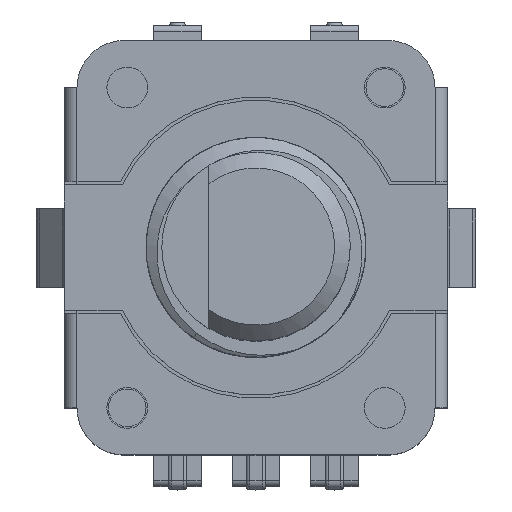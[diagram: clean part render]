
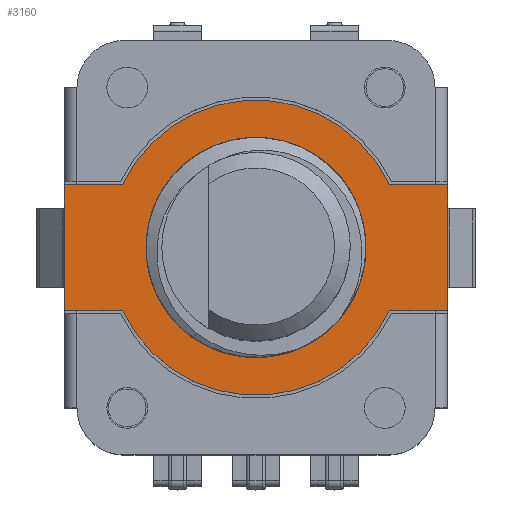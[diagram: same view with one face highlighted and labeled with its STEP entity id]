
A CAD part, top view. The second image highlights one B-rep face of the part: STEP entity #3160.
In plain terms, the highlighted planar face has unit normal (0, 0, 1).
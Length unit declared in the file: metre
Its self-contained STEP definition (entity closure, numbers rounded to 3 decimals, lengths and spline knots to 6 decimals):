
#1946 = EDGE_CURVE( '', #5368, #4909, #5369, .T. );
#2464 = EDGE_CURVE( '', #6214, #5368, #6215, .T. );
#2596 = EDGE_CURVE( '', #6411, #6412, #6413, .T. );
#2712 = EDGE_CURVE( '', #6588, #6589, #6590, .T. );
#3008 = EDGE_CURVE( '', #6412, #6214, #7006, .T. );
#3160 = ADVANCED_FACE( '', ( #7202, #7203 ), #7204, .T. );
#3656 = EDGE_CURVE( '', #5640, #6055, #7832, .T. );
#3700 = EDGE_CURVE( '', #6386, #6411, #7885, .T. );
#3868 = EDGE_CURVE( '', #6589, #6386, #8085, .T. );
#4282 = EDGE_CURVE( '', #5640, #6055, #8591, .T. );
#4680 = EDGE_CURVE( '', #4909, #6588, #9047, .T. );
#4909 = VERTEX_POINT( '', #9356 );
#5368 = VERTEX_POINT( '', #10037 );
#5369 = LINE( '', #10038, #10039 );
#5640 = VERTEX_POINT( '', #10460 );
#6055 = VERTEX_POINT( '', #11591 );
#6214 = VERTEX_POINT( '', #11878 );
#6215 = CIRCLE( '', #11879, 0.0047 );
#6386 = VERTEX_POINT( '', #12153 );
#6411 = VERTEX_POINT( '', #12217 );
#6412 = VERTEX_POINT( '', #12218 );
#6413 = LINE( '', #12219, #12220 );
#6588 = VERTEX_POINT( '', #12790 );
#6589 = VERTEX_POINT( '', #12791 );
#6590 = LINE( '', #12792, #12793 );
#7006 = LINE( '', #13553, #13554 );
#7202 = FACE_OUTER_BOUND( '', #13897, .T. );
#7203 = FACE_BOUND( '', #13898, .T. );
#7204 = PLANE( '', #13899 );
#7832 = B_SPLINE_CURVE_WITH_KNOTS( '', 2, ( #15134, #15135, #15136, #15137, #15138, #15139, #15140, #15141, #15142, #15143, #15144, #15145, #15146, #15147, #15148, #15149, #15150, #15151, #15152, #15153, #15154, #15155, #15156, #15157, #15158, #15159, #15160, #15161, #15162, #15163, #15164, #15165, #15166 ), .UNSPECIFIED., .F., .F., ( 3, 2, 2, 2, 2, 2, 2, 2, 2, 2, 2, 2, 2, 2, 2, 2, 3 ), ( 0., 0.0625, 0.125, 0.1875, 0.25, 0.3125, 0.375, 0.4375, 0.5, 0.5625, 0.625, 0.6875, 0.75, 0.8125, 0.875, 0.9375, 1. ), .UNSPECIFIED. );
#7885 = LINE( '', #15359, #15360 );
#8085 = CIRCLE( '', #15717, 0.0047 );
#8591 = CIRCLE( '', #17164, 0.0035 );
#9047 = LINE( '', #18157, #18158 );
#9356 = CARTESIAN_POINT( '', ( -0.0061, -0.001996, 0.006615 ) );
#10037 = CARTESIAN_POINT( '', ( -0.004253, -0.001996, 0.006615 ) );
#10038 = CARTESIAN_POINT( '', ( -0.004253, -0.001996, 0.006615 ) );
#10039 = VECTOR( '', #18821, 1. );
#10460 = CARTESIAN_POINT( '', ( 0.003398, 0.000842, 0.006615 ) );
#11591 = CARTESIAN_POINT( '', ( 0.002619, 0.002325, 0.006615 ) );
#11878 = CARTESIAN_POINT( '', ( 0.004253, -0.001996, 0.006615 ) );
#11879 = AXIS2_PLACEMENT_3D( '', #19693, #19694, #19695 );
#12153 = CARTESIAN_POINT( '', ( 0.004253, 0.002004, 0.006615 ) );
#12217 = CARTESIAN_POINT( '', ( 0.0061, 0.002004, 0.006615 ) );
#12218 = CARTESIAN_POINT( '', ( 0.0061, -0.001996, 0.006615 ) );
#12219 = CARTESIAN_POINT( '', ( 0.0061, 0.002004, 0.006615 ) );
#12220 = VECTOR( '', #19945, 1. );
#12790 = CARTESIAN_POINT( '', ( -0.0061, 0.002004, 0.006615 ) );
#12791 = CARTESIAN_POINT( '', ( -0.004253, 0.002004, 0.006615 ) );
#12792 = CARTESIAN_POINT( '', ( -0.0061, 0.002004, 0.006615 ) );
#12793 = VECTOR( '', #20165, 1. );
#13553 = CARTESIAN_POINT( '', ( 0.0061, -0.001996, 0.006615 ) );
#13554 = VECTOR( '', #20597, 1. );
#13897 = EDGE_LOOP( '', ( #20832, #20833, #20834, #20835, #20836, #20837, #20838, #20839 ) );
#13898 = EDGE_LOOP( '', ( #20840, #20841 ) );
#13899 = AXIS2_PLACEMENT_3D( '', #20842, #20843, #20844 );
#15134 = CARTESIAN_POINT( '', ( 0.003398, 0.000842, 0.006615 ) );
#15135 = CARTESIAN_POINT( '', ( 0.003549, 0.000222, 0.006615 ) );
#15136 = CARTESIAN_POINT( '', ( 0.003472, -0.000418, 0.006615 ) );
#15137 = CARTESIAN_POINT( '', ( 0.003395, -0.001061, 0.006615 ) );
#15138 = CARTESIAN_POINT( '', ( 0.003099, -0.001621, 0.006615 ) );
#15139 = CARTESIAN_POINT( '', ( 0.002801, -0.002183, 0.006615 ) );
#15140 = CARTESIAN_POINT( '', ( 0.002318, -0.002613, 0.006615 ) );
#15141 = CARTESIAN_POINT( '', ( 0.001833, -0.003045, 0.006615 ) );
#15142 = CARTESIAN_POINT( '', ( 0.001241, -0.003268, 0.006615 ) );
#15143 = CARTESIAN_POINT( '', ( 0.000648, -0.003492, 0.006615 ) );
#15144 = CARTESIAN_POINT( '', ( 0., -0.003492, 0.006615 ) );
#15145 = CARTESIAN_POINT( '', ( -0.00065, -0.003493, 0.006615 ) );
#15146 = CARTESIAN_POINT( '', ( -0.001241, -0.003268, 0.006615 ) );
#15147 = CARTESIAN_POINT( '', ( -0.001833, -0.003043, 0.006615 ) );
#15148 = CARTESIAN_POINT( '', ( -0.002319, -0.002613, 0.006615 ) );
#15149 = CARTESIAN_POINT( '', ( -0.002805, -0.002183, 0.006615 ) );
#15150 = CARTESIAN_POINT( '', ( -0.003099, -0.001622, 0.006615 ) );
#15151 = CARTESIAN_POINT( '', ( -0.003393, -0.001062, 0.006615 ) );
#15152 = CARTESIAN_POINT( '', ( -0.003471, -0.000417, 0.006615 ) );
#15153 = CARTESIAN_POINT( '', ( -0.003549, 0.000226, 0.006615 ) );
#15154 = CARTESIAN_POINT( '', ( -0.003398, 0.000842, 0.006615 ) );
#15155 = CARTESIAN_POINT( '', ( -0.003248, 0.001456, 0.006615 ) );
#15156 = CARTESIAN_POINT( '', ( -0.002878, 0.001991, 0.006615 ) );
#15157 = CARTESIAN_POINT( '', ( -0.00251, 0.002523, 0.006615 ) );
#15158 = CARTESIAN_POINT( '', ( -0.001988, 0.002885, 0.006615 ) );
#15159 = CARTESIAN_POINT( '', ( -0.001469, 0.003245, 0.006615 ) );
#15160 = CARTESIAN_POINT( '', ( -0.000837, 0.003399, 0.006615 ) );
#15161 = CARTESIAN_POINT( '', ( -0.00021, 0.003553, 0.006615 ) );
#15162 = CARTESIAN_POINT( '', ( 0.000422, 0.003478, 0.006615 ) );
#15163 = CARTESIAN_POINT( '', ( 0.001051, 0.003404, 0.006615 ) );
#15164 = CARTESIAN_POINT( '', ( 0.001625, 0.003102, 0.006615 ) );
#15165 = CARTESIAN_POINT( '', ( 0.002195, 0.002801, 0.006615 ) );
#15166 = CARTESIAN_POINT( '', ( 0.00262, 0.002325, 0.006615 ) );
#15359 = CARTESIAN_POINT( '', ( 0.004253, 0.002004, 0.006615 ) );
#15360 = VECTOR( '', #21771, 1. );
#15717 = AXIS2_PLACEMENT_3D( '', #22047, #22048, #22049 );
#17164 = AXIS2_PLACEMENT_3D( '', #22921, #22922, #22923 );
#18157 = CARTESIAN_POINT( '', ( -0.0061, -0.001996, 0.006615 ) );
#18158 = VECTOR( '', #23636, 1. );
#18821 = DIRECTION( '', ( -1., 0., 0. ) );
#19693 = CARTESIAN_POINT( '', ( 0., 0.000004, 0.006615 ) );
#19694 = DIRECTION( '', ( 0., 0., -1. ) );
#19695 = DIRECTION( '', ( 0.905, -0.426, 0. ) );
#19945 = DIRECTION( '', ( 0., -1., 0. ) );
#20165 = DIRECTION( '', ( 1., 0., 0. ) );
#20597 = DIRECTION( '', ( -1., 0., 0. ) );
#20832 = ORIENTED_EDGE( '', *, *, #1946, .F. );
#20833 = ORIENTED_EDGE( '', *, *, #2464, .F. );
#20834 = ORIENTED_EDGE( '', *, *, #3008, .F. );
#20835 = ORIENTED_EDGE( '', *, *, #2596, .F. );
#20836 = ORIENTED_EDGE( '', *, *, #3700, .F. );
#20837 = ORIENTED_EDGE( '', *, *, #3868, .F. );
#20838 = ORIENTED_EDGE( '', *, *, #2712, .F. );
#20839 = ORIENTED_EDGE( '', *, *, #4680, .F. );
#20840 = ORIENTED_EDGE( '', *, *, #3656, .T. );
#20841 = ORIENTED_EDGE( '', *, *, #4282, .F. );
#20842 = CARTESIAN_POINT( '', ( 0., 0.000004, 0.006615 ) );
#20843 = DIRECTION( '', ( 0., 0., 1. ) );
#20844 = DIRECTION( '', ( 1., 0., 0. ) );
#21771 = DIRECTION( '', ( 1., 0., 0. ) );
#22047 = CARTESIAN_POINT( '', ( 0., 0.000004, 0.006615 ) );
#22048 = DIRECTION( '', ( 0., 0., -1. ) );
#22049 = DIRECTION( '', ( -0.905, 0.426, 0. ) );
#22921 = CARTESIAN_POINT( '', ( 0., 0.000004, 0.006615 ) );
#22922 = DIRECTION( '', ( 0., 0., 1. ) );
#22923 = DIRECTION( '', ( 0.971, 0.239, 0. ) );
#23636 = DIRECTION( '', ( 0., 1., 0. ) );
